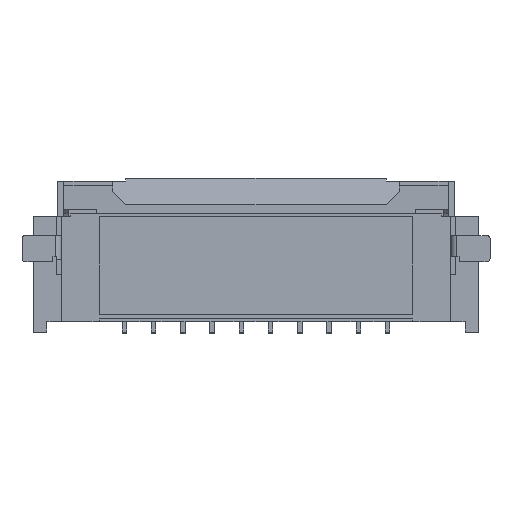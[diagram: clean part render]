
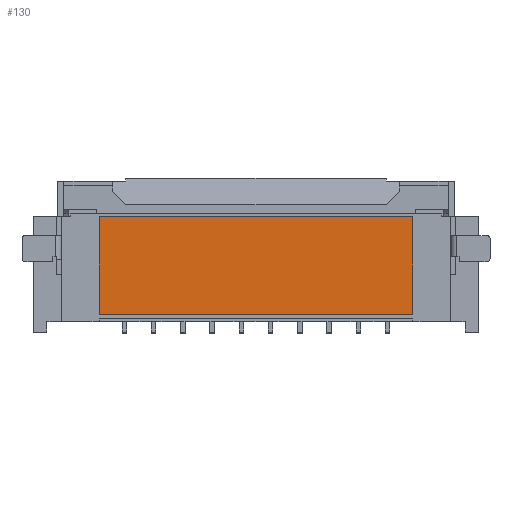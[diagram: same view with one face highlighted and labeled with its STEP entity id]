
A CAD part, front view. The second image highlights one B-rep face of the part: STEP entity #130.
In plain terms, the highlighted planar face has unit normal (0, -1, 0).
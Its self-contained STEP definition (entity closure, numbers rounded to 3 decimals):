
#130=ADVANCED_FACE('',(#965),#966,.T.);
#965=FACE_OUTER_BOUND('',#2532,.T.);
#966=PLANE('',#2533);
#2532=EDGE_LOOP('',(#4284,#4285,#4286,#4287));
#2533=AXIS2_PLACEMENT_3D('',#4288,#4289,#4290);
#4284=ORIENTED_EDGE('',*,*,#11067,.T.);
#4285=ORIENTED_EDGE('',*,*,#11068,.F.);
#4286=ORIENTED_EDGE('',*,*,#11038,.F.);
#4287=ORIENTED_EDGE('',*,*,#11066,.T.);
#4288=CARTESIAN_POINT('',(-7.6,0.0,2.7));
#4289=DIRECTION('',(0.0,-1.0,0.0));
#4290=DIRECTION('',(0.0,0.0,-1.0));
#11038=EDGE_CURVE('',#13442,#13443,#13444,.T.);
#11066=EDGE_CURVE('',#13442,#13493,#13495,.T.);
#11067=EDGE_CURVE('',#13493,#13496,#13497,.T.);
#11068=EDGE_CURVE('',#13443,#13496,#13498,.T.);
#13442=VERTEX_POINT('',#17272);
#13443=VERTEX_POINT('',#17273);
#13444=LINE('',#17274,#17275);
#13493=VERTEX_POINT('',#17350);
#13495=LINE('',#17353,#17354);
#13496=VERTEX_POINT('',#17355);
#13497=LINE('',#17356,#17357);
#13498=LINE('',#17358,#17359);
#17272=CARTESIAN_POINT('',(-5.365,0.0,2.7));
#17273=CARTESIAN_POINT('',(5.365,0.0,2.7));
#17274=CARTESIAN_POINT('',(-5.365,0.0,2.7));
#17275=VECTOR('',#23094,10.73);
#17350=CARTESIAN_POINT('',(-5.365,0.0,-0.65));
#17353=CARTESIAN_POINT('',(-5.365,0.0,2.7));
#17354=VECTOR('',#23122,3.35);
#17355=CARTESIAN_POINT('',(5.365,0.0,-0.65));
#17356=CARTESIAN_POINT('',(-5.365,0.0,-0.65));
#17357=VECTOR('',#23123,10.73);
#17358=CARTESIAN_POINT('',(5.365,0.0,2.7));
#17359=VECTOR('',#23124,3.35);
#23094=DIRECTION('',(1.0,0.0,0.0));
#23122=DIRECTION('',(0.0,0.0,-1.0));
#23123=DIRECTION('',(1.0,0.0,0.0));
#23124=DIRECTION('',(0.0,0.0,-1.0));
